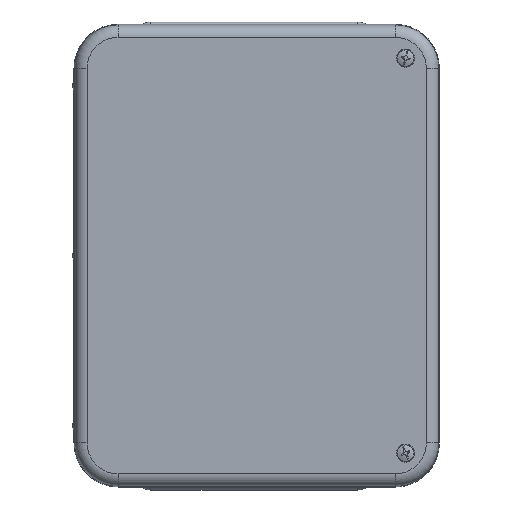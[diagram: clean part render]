
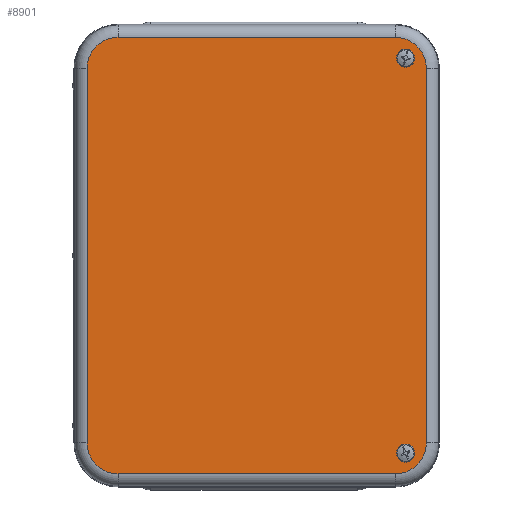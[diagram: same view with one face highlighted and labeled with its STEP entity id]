
A CAD part, top view. The second image highlights one B-rep face of the part: STEP entity #8901.
In plain terms, the highlighted planar face has unit normal (0, 0, 1).
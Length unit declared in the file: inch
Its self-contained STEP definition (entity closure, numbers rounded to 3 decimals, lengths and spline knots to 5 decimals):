
#725=LINE($,#16699,#1279);
#727=LINE($,#16719,#1281);
#730=LINE($,#16726,#1284);
#732=LINE($,#16741,#1286);
#1279=VECTOR($,#12386,5.7036);
#1281=VECTOR($,#12410,7.7036);
#1284=VECTOR($,#12417,7.7036);
#1286=VECTOR($,#12437,5.7036);
#1508=PLANE($,#9927);
#1768=FACE_BOUND($,#3236,.T.);
#1769=FACE_BOUND($,#3237,.T.);
#2489=FACE_OUTER_BOUND($,#3235,.T.);
#3235=EDGE_LOOP($,(#7945,#7946,#7947,#7948,#7949,#7950,#7951,#7952));
#3236=EDGE_LOOP($,(#7953));
#3237=EDGE_LOOP($,(#7954));
#3838=CIRCLE($,#9853,0.117);
#3840=CIRCLE($,#9856,0.117);
#3862=CIRCLE($,#9902,0.63807);
#3866=CIRCLE($,#9907,0.63807);
#3870=CIRCLE($,#9914,0.63807);
#3874=CIRCLE($,#9919,0.63807);
#4640=VERTEX_POINT($,#16605);
#4642=VERTEX_POINT($,#16610);
#4671=VERTEX_POINT($,#16696);
#4672=VERTEX_POINT($,#16698);
#4675=VERTEX_POINT($,#16705);
#4676=VERTEX_POINT($,#16710);
#4679=VERTEX_POINT($,#16717);
#4680=VERTEX_POINT($,#16722);
#4683=VERTEX_POINT($,#16729);
#4684=VERTEX_POINT($,#16734);
#5752=EDGE_CURVE($,#4640,#4640,#3838,.T.);
#5754=EDGE_CURVE($,#4642,#4642,#3840,.T.);
#5795=EDGE_CURVE($,#4671,#4672,#725,.T.);
#5799=EDGE_CURVE($,#4675,#4671,#3862,.T.);
#5803=EDGE_CURVE($,#4672,#4676,#3866,.T.);
#5805=EDGE_CURVE($,#4679,#4675,#727,.T.);
#5809=EDGE_CURVE($,#4676,#4680,#730,.T.);
#5811=EDGE_CURVE($,#4683,#4679,#3870,.T.);
#5815=EDGE_CURVE($,#4680,#4684,#3874,.T.);
#5817=EDGE_CURVE($,#4684,#4683,#732,.T.);
#7945=ORIENTED_EDGE($,*,*,#5795,.F.);
#7946=ORIENTED_EDGE($,*,*,#5799,.F.);
#7947=ORIENTED_EDGE($,*,*,#5805,.F.);
#7948=ORIENTED_EDGE($,*,*,#5811,.F.);
#7949=ORIENTED_EDGE($,*,*,#5817,.F.);
#7950=ORIENTED_EDGE($,*,*,#5815,.F.);
#7951=ORIENTED_EDGE($,*,*,#5809,.F.);
#7952=ORIENTED_EDGE($,*,*,#5803,.F.);
#7953=ORIENTED_EDGE($,*,*,#5752,.T.);
#7954=ORIENTED_EDGE($,*,*,#5754,.T.);
#8901=ADVANCED_FACE($,(#2489,#1768,#1769),#1508,.T.);
#9853=AXIS2_PLACEMENT_3D($,#16606,#12279,#12280);
#9856=AXIS2_PLACEMENT_3D($,#16611,#12285,#12286);
#9902=AXIS2_PLACEMENT_3D($,#16707,#12394,#12395);
#9907=AXIS2_PLACEMENT_3D($,#16714,#12404,#12405);
#9914=AXIS2_PLACEMENT_3D($,#16731,#12422,#12423);
#9919=AXIS2_PLACEMENT_3D($,#16738,#12432,#12433);
#9927=AXIS2_PLACEMENT_3D($,#16760,#12457,#12458);
#12279=DIRECTION('center_axis',(0.,0.,-1.));
#12280=DIRECTION('ref_axis',(1.,0.,0.));
#12285=DIRECTION('center_axis',(0.,0.,-1.));
#12286=DIRECTION('ref_axis',(1.,0.,0.));
#12386=DIRECTION($,(1.,0.,0.));
#12394=DIRECTION('center_axis',(0.,0.,-1.));
#12395=DIRECTION('ref_axis',(-0.707,0.707,0.));
#12404=DIRECTION('center_axis',(0.,0.,-1.));
#12405=DIRECTION('ref_axis',(0.707,0.707,0.));
#12410=DIRECTION($,(0.,1.,0.));
#12417=DIRECTION($,(0.,-1.,0.));
#12422=DIRECTION('center_axis',(0.,0.,-1.));
#12423=DIRECTION('ref_axis',(-0.707,-0.707,0.));
#12432=DIRECTION('center_axis',(0.,0.,-1.));
#12433=DIRECTION('ref_axis',(0.707,-0.707,0.));
#12437=DIRECTION($,(-1.,0.,0.));
#12457=DIRECTION('center_axis',(0.,0.,1.));
#12458=DIRECTION('ref_axis',(1.,0.,0.));
#16605=CARTESIAN_POINT('',(3.1795,-4.0625,0.76));
#16606=CARTESIAN_POINT('Origin',(3.0625,-4.0625,0.76));
#16610=CARTESIAN_POINT('',(3.1795,4.0625,0.76));
#16611=CARTESIAN_POINT('Origin',(3.0625,4.0625,0.76));
#16696=CARTESIAN_POINT('',(-2.8518,4.48987,0.76));
#16698=CARTESIAN_POINT('',(2.8518,4.48987,0.76));
#16699=CARTESIAN_POINT($,(-2.8518,4.48987,0.76));
#16705=CARTESIAN_POINT('',(-3.48987,3.8518,0.76));
#16707=CARTESIAN_POINT('Origin',(-2.8518,3.8518,0.76));
#16710=CARTESIAN_POINT('',(3.48987,3.8518,0.76));
#16714=CARTESIAN_POINT('Origin',(2.8518,3.8518,0.76));
#16717=CARTESIAN_POINT('',(-3.48987,-3.8518,0.76));
#16719=CARTESIAN_POINT($,(-3.48987,-3.8518,0.76));
#16722=CARTESIAN_POINT('',(3.48987,-3.8518,0.76));
#16726=CARTESIAN_POINT($,(3.48987,3.8518,0.76));
#16729=CARTESIAN_POINT('',(-2.8518,-4.48987,0.76));
#16731=CARTESIAN_POINT('Origin',(-2.8518,-3.8518,0.76));
#16734=CARTESIAN_POINT('',(2.8518,-4.48987,0.76));
#16738=CARTESIAN_POINT('Origin',(2.8518,-3.8518,0.76));
#16741=CARTESIAN_POINT($,(2.8518,-4.48987,0.76));
#16760=CARTESIAN_POINT('Origin',(0.,0.,0.76));
